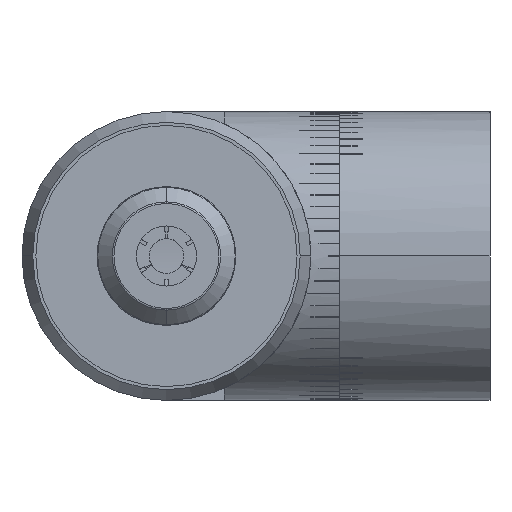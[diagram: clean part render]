
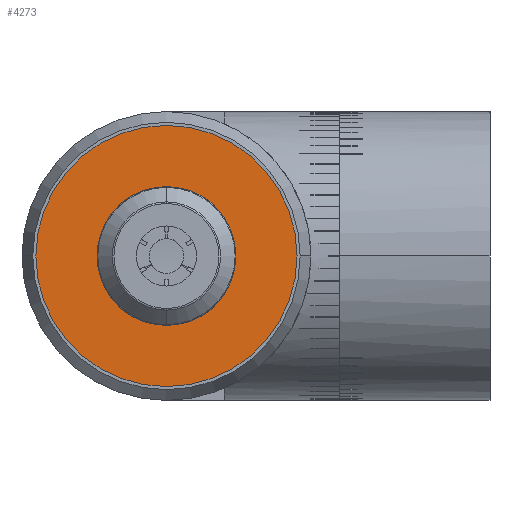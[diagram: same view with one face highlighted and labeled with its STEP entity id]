
A CAD part, left-side view. The second image highlights one B-rep face of the part: STEP entity #4273.
In plain terms, the highlighted planar face has unit normal (-1, 0, 0).
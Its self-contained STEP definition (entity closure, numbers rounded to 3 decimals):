
#4084 = VERTEX_POINT ( 'NONE', #10850 ) ;
#4085 = VERTEX_POINT ( 'NONE', #10849 ) ;
#4086 = EDGE_CURVE ( 'NONE', #4085, #4084, #10811, .T. ) ;
#4088 = ORIENTED_EDGE ( 'NONE', *, *, #4124, .T. ) ;
#4095 = EDGE_CURVE ( 'NONE', #4274, #4272, #11029, .T. ) ;
#4098 = ORIENTED_EDGE ( 'NONE', *, *, #4086, .F. ) ;
#4099 = EDGE_LOOP ( 'NONE', ( #4088, #4275 ) ) ;
#4124 = EDGE_CURVE ( 'NONE', #4272, #4274, #11037, .T. ) ;
#4168 = EDGE_CURVE ( 'NONE', #4084, #4085, #10942, .T. ) ;
#4222 = ORIENTED_EDGE ( 'NONE', *, *, #4168, .F. ) ;
#4271 = EDGE_LOOP ( 'NONE', ( #4222, #4098 ) ) ;
#4272 = VERTEX_POINT ( 'NONE', #11128 ) ;
#4273 = ADVANCED_FACE ( 'NONE', ( #11173, #11174 ), #11180, .T. ) ;
#4274 = VERTEX_POINT ( 'NONE', #11122 ) ;
#4275 = ORIENTED_EDGE ( 'NONE', *, *, #4095, .T. ) ;
#10669 = DIRECTION ( 'NONE',  ( -1., 0., 0. ) ) ;
#10716 = CARTESIAN_POINT ( 'NONE',  ( -71., 0., 0. ) ) ;
#10746 = DIRECTION ( 'NONE',  ( 0., 0., 1. ) ) ;
#10747 = AXIS2_PLACEMENT_3D ( 'NONE', #10716, #10669, #10746 ) ;
#10811 = CIRCLE ( 'NONE', #10747, 5.3 ) ;
#10849 = CARTESIAN_POINT ( 'NONE',  ( -71., 0., 5.3 ) ) ;
#10850 = CARTESIAN_POINT ( 'NONE',  ( -71., 0., -5.3 ) ) ;
#10859 = DIRECTION ( 'NONE',  ( 0., 0., 1. ) ) ;
#10869 = CARTESIAN_POINT ( 'NONE',  ( -71., 0., 0. ) ) ;
#10910 = DIRECTION ( 'NONE',  ( -1., 0., 0. ) ) ;
#10930 = DIRECTION ( 'NONE',  ( 0., 0., 1. ) ) ;
#10931 = DIRECTION ( 'NONE',  ( -1., 0., 0. ) ) ;
#10940 = AXIS2_PLACEMENT_3D ( 'NONE', #10976, #10931, #10930 ) ;
#10942 = CIRCLE ( 'NONE', #10940, 5.3 ) ;
#10944 = AXIS2_PLACEMENT_3D ( 'NONE', #10869, #10910, #10859 ) ;
#10976 = CARTESIAN_POINT ( 'NONE',  ( -71., 0., 0. ) ) ;
#11014 = CARTESIAN_POINT ( 'NONE',  ( -71., 0., 0. ) ) ;
#11026 = AXIS2_PLACEMENT_3D ( 'NONE', #11014, #11063, #11062 ) ;
#11029 = CIRCLE ( 'NONE', #10944, 11.3 ) ;
#11037 = CIRCLE ( 'NONE', #11026, 11.3 ) ;
#11062 = DIRECTION ( 'NONE',  ( 0., 0., 1. ) ) ;
#11063 = DIRECTION ( 'NONE',  ( -1., 0., 0. ) ) ;
#11122 = CARTESIAN_POINT ( 'NONE',  ( -71., 0., -11.3 ) ) ;
#11128 = CARTESIAN_POINT ( 'NONE',  ( -71., 0., 11.3 ) ) ;
#11167 = DIRECTION ( 'NONE',  ( 0., 0., 1. ) ) ;
#11168 = DIRECTION ( 'NONE',  ( -1., 0., 0. ) ) ;
#11169 = CARTESIAN_POINT ( 'NONE',  ( -71., 0., 0. ) ) ;
#11173 = FACE_OUTER_BOUND ( 'NONE', #4099, .T. ) ;
#11174 = FACE_BOUND ( 'NONE', #4271, .T. ) ;
#11178 = AXIS2_PLACEMENT_3D ( 'NONE', #11169, #11168, #11167 ) ;
#11180 = PLANE ( 'NONE',  #11178 ) ;
